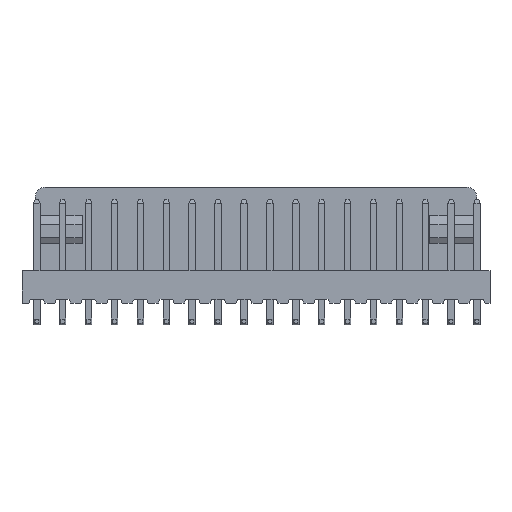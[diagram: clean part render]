
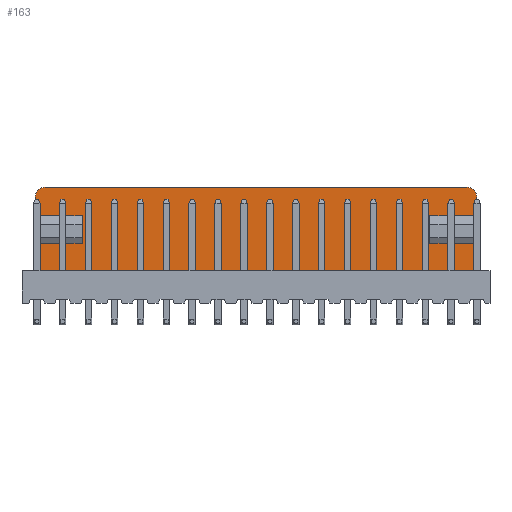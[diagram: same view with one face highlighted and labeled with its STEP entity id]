
A CAD part, top view. The second image highlights one B-rep face of the part: STEP entity #163.
In plain terms, the highlighted planar face has unit normal (0, 0, 1).
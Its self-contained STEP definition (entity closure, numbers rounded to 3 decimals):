
#163 = ADVANCED_FACE ( 'NONE', ( #5052 ), #5479, .T. ) ;
#996 = ORIENTED_EDGE ( 'NONE', *, *, #1468, .F. ) ;
#997 = ORIENTED_EDGE ( 'NONE', *, *, #1469, .T. ) ;
#998 = ORIENTED_EDGE ( 'NONE', *, *, #1470, .F. ) ;
#999 = ORIENTED_EDGE ( 'NONE', *, *, #2235, .T. ) ;
#1000 = ORIENTED_EDGE ( 'NONE', *, *, #1471, .F. ) ;
#1001 = ORIENTED_EDGE ( 'NONE', *, *, #2241, .F. ) ;
#1002 = ORIENTED_EDGE ( 'NONE', *, *, #1472, .F. ) ;
#1003 = ORIENTED_EDGE ( 'NONE', *, *, #1473, .T. ) ;
#1004 = ORIENTED_EDGE ( 'NONE', *, *, #1474, .F. ) ;
#1005 = ORIENTED_EDGE ( 'NONE', *, *, #2231, .F. ) ;
#1006 = ORIENTED_EDGE ( 'NONE', *, *, #1475, .T. ) ;
#1007 = ORIENTED_EDGE ( 'NONE', *, *, #1467, .T. ) ;
#1008 = ORIENTED_EDGE ( 'NONE', *, *, #1476, .F. ) ;
#1009 = ORIENTED_EDGE ( 'NONE', *, *, #1477, .T. ) ;
#1467 = EDGE_CURVE ( 'NONE', #4935, #4928, #7962, .T. ) ;
#1468 = EDGE_CURVE ( 'NONE', #4931, #4929, #7958, .T. ) ;
#1469 = EDGE_CURVE ( 'NONE', #4931, #4924, #7964, .T. ) ;
#1470 = EDGE_CURVE ( 'NONE', #4943, #4924, #7968, .T. ) ;
#1471 = EDGE_CURVE ( 'NONE', #4952, #4946, #7966, .T. ) ;
#1472 = EDGE_CURVE ( 'NONE', #4936, #4948, #7969, .T. ) ;
#1473 = EDGE_CURVE ( 'NONE', #4936, #4922, #7973, .T. ) ;
#1474 = EDGE_CURVE ( 'NONE', #4932, #4922, #7975, .T. ) ;
#1475 = EDGE_CURVE ( 'NONE', #4934, #4935, #7977, .T. ) ;
#1476 = EDGE_CURVE ( 'NONE', #4925, #4928, #7979, .T. ) ;
#1477 = EDGE_CURVE ( 'NONE', #4925, #4929, #7981, .T. ) ;
#2231 = EDGE_CURVE ( 'NONE', #4934, #4932, #10936, .T. ) ;
#2235 = EDGE_CURVE ( 'NONE', #4943, #4946, #10944, .T. ) ;
#2241 = EDGE_CURVE ( 'NONE', #4948, #4952, #10956, .T. ) ;
#2383 = AXIS2_PLACEMENT_3D ( 'NONE', #5480, #5485, #5486 ) ;
#4922 = VERTEX_POINT ( 'NONE', #12887 ) ;
#4924 = VERTEX_POINT ( 'NONE', #12889 ) ;
#4925 = VERTEX_POINT ( 'NONE', #12890 ) ;
#4928 = VERTEX_POINT ( 'NONE', #12893 ) ;
#4929 = VERTEX_POINT ( 'NONE', #12894 ) ;
#4931 = VERTEX_POINT ( 'NONE', #12896 ) ;
#4932 = VERTEX_POINT ( 'NONE', #12897 ) ;
#4934 = VERTEX_POINT ( 'NONE', #12899 ) ;
#4935 = VERTEX_POINT ( 'NONE', #12900 ) ;
#4936 = VERTEX_POINT ( 'NONE', #12901 ) ;
#4943 = VERTEX_POINT ( 'NONE', #12908 ) ;
#4946 = VERTEX_POINT ( 'NONE', #12911 ) ;
#4948 = VERTEX_POINT ( 'NONE', #12913 ) ;
#4952 = VERTEX_POINT ( 'NONE', #12917 ) ;
#5052 = FACE_OUTER_BOUND ( 'NONE', #13216, .T. ) ;
#5479 = PLANE ( 'NONE',  #2383 ) ;
#5480 = CARTESIAN_POINT ( 'NONE',  ( -9.257, 53.751, -4.64 ) ) ;
#5485 = DIRECTION ( 'NONE',  ( 0., 0., 1. ) ) ;
#5486 = DIRECTION ( 'NONE',  ( 1., 0., 0. ) ) ;
#7958 = LINE ( 'NONE', #9285, #7967 ) ;
#7962 = LINE ( 'NONE', #9292, #7965 ) ;
#7964 = CIRCLE ( 'NONE', #9034, 1. ) ;
#7965 = VECTOR ( 'NONE', #9294, 1000. ) ;
#7966 = LINE ( 'NONE', #9298, #7972 ) ;
#7967 = VECTOR ( 'NONE', #9295, 1000. ) ;
#7968 = LINE ( 'NONE', #9296, #7970 ) ;
#7969 = LINE ( 'NONE', #9297, #7974 ) ;
#7970 = VECTOR ( 'NONE', #9293, 1000. ) ;
#7972 = VECTOR ( 'NONE', #9303, 1000. ) ;
#7973 = LINE ( 'NONE', #9306, #7976 ) ;
#7974 = VECTOR ( 'NONE', #9305, 1000. ) ;
#7975 = LINE ( 'NONE', #9308, #7978 ) ;
#7976 = VECTOR ( 'NONE', #9307, 1000. ) ;
#7977 = LINE ( 'NONE', #9310, #7980 ) ;
#7978 = VECTOR ( 'NONE', #9309, 1000. ) ;
#7979 = LINE ( 'NONE', #9312, #7982 ) ;
#7980 = VECTOR ( 'NONE', #9311, 1000. ) ;
#7981 = CIRCLE ( 'NONE', #9035, 1. ) ;
#7982 = VECTOR ( 'NONE', #9313, 1000. ) ;
#9034 = AXIS2_PLACEMENT_3D ( 'NONE', #9299, #9300, #9301 ) ;
#9035 = AXIS2_PLACEMENT_3D ( 'NONE', #9315, #9316, #9317 ) ;
#9285 = CARTESIAN_POINT ( 'NONE',  ( -9.257, 53.751, -4.64 ) ) ;
#9292 = CARTESIAN_POINT ( 'NONE',  ( -9.257, 50.926, -4.64 ) ) ;
#9293 = DIRECTION ( 'NONE',  ( 0., 1., 0. ) ) ;
#9294 = DIRECTION ( 'NONE',  ( 1., 0., 0. ) ) ;
#9295 = DIRECTION ( 'NONE',  ( 1., 0., 0. ) ) ;
#9296 = CARTESIAN_POINT ( 'NONE',  ( -7.957, 53.751, -4.64 ) ) ;
#9297 = CARTESIAN_POINT ( 'NONE',  ( -7.957, 48.254, -4.64 ) ) ;
#9298 = CARTESIAN_POINT ( 'NONE',  ( -3.357, 11.442, -4.64 ) ) ;
#9299 = CARTESIAN_POINT ( 'NONE',  ( -6.957, 52.751, -4.64 ) ) ;
#9300 = DIRECTION ( 'NONE',  ( 0., 0., 1. ) ) ;
#9301 = DIRECTION ( 'NONE',  ( 1., 0., 0. ) ) ;
#9303 = DIRECTION ( 'NONE',  ( 0., 1., 0. ) ) ;
#9305 = DIRECTION ( 'NONE',  ( 0., 1., 0. ) ) ;
#9306 = CARTESIAN_POINT ( 'NONE',  ( -9.257, 45.547, -4.64 ) ) ;
#9307 = DIRECTION ( 'NONE',  ( 1., 0., 0. ) ) ;
#9308 = CARTESIAN_POINT ( 'NONE',  ( 35.343, 48.254, -4.64 ) ) ;
#9309 = DIRECTION ( 'NONE',  ( 0., -1., 0. ) ) ;
#9310 = CARTESIAN_POINT ( 'NONE',  ( 30.743, 11.442, -4.64 ) ) ;
#9311 = DIRECTION ( 'NONE',  ( 0., 1., 0. ) ) ;
#9312 = CARTESIAN_POINT ( 'NONE',  ( 35.343, 53.751, -4.64 ) ) ;
#9313 = DIRECTION ( 'NONE',  ( 0., -1., 0. ) ) ;
#9315 = CARTESIAN_POINT ( 'NONE',  ( 34.343, 52.751, -4.64 ) ) ;
#9316 = DIRECTION ( 'NONE',  ( 0., 0., 1. ) ) ;
#9317 = DIRECTION ( 'NONE',  ( 1., 0., 0. ) ) ;
#10936 = LINE ( 'NONE', #12019, #10939 ) ;
#10939 = VECTOR ( 'NONE', #12021, 1000. ) ;
#10944 = LINE ( 'NONE', #12027, #10947 ) ;
#10947 = VECTOR ( 'NONE', #12028, 1000. ) ;
#10956 = LINE ( 'NONE', #12039, #10959 ) ;
#10959 = VECTOR ( 'NONE', #12041, 1000. ) ;
#12019 = CARTESIAN_POINT ( 'NONE',  ( -9.257, 48.254, -4.64 ) ) ;
#12021 = DIRECTION ( 'NONE',  ( 1., 0., 0. ) ) ;
#12027 = CARTESIAN_POINT ( 'NONE',  ( -9.257, 50.926, -4.64 ) ) ;
#12028 = DIRECTION ( 'NONE',  ( 1., 0., 0. ) ) ;
#12039 = CARTESIAN_POINT ( 'NONE',  ( -9.257, 48.254, -4.64 ) ) ;
#12041 = DIRECTION ( 'NONE',  ( 1., 0., 0. ) ) ;
#12887 = CARTESIAN_POINT ( 'NONE',  ( 35.343, 45.547, -4.64 ) ) ;
#12889 = CARTESIAN_POINT ( 'NONE',  ( -7.957, 52.751, -4.64 ) ) ;
#12890 = CARTESIAN_POINT ( 'NONE',  ( 35.343, 52.751, -4.64 ) ) ;
#12893 = CARTESIAN_POINT ( 'NONE',  ( 35.343, 50.926, -4.64 ) ) ;
#12894 = CARTESIAN_POINT ( 'NONE',  ( 34.343, 53.751, -4.64 ) ) ;
#12896 = CARTESIAN_POINT ( 'NONE',  ( -6.957, 53.751, -4.64 ) ) ;
#12897 = CARTESIAN_POINT ( 'NONE',  ( 35.343, 48.254, -4.64 ) ) ;
#12899 = CARTESIAN_POINT ( 'NONE',  ( 30.743, 48.254, -4.64 ) ) ;
#12900 = CARTESIAN_POINT ( 'NONE',  ( 30.743, 50.926, -4.64 ) ) ;
#12901 = CARTESIAN_POINT ( 'NONE',  ( -7.957, 45.547, -4.64 ) ) ;
#12908 = CARTESIAN_POINT ( 'NONE',  ( -7.957, 50.926, -4.64 ) ) ;
#12911 = CARTESIAN_POINT ( 'NONE',  ( -3.357, 50.926, -4.64 ) ) ;
#12913 = CARTESIAN_POINT ( 'NONE',  ( -7.957, 48.254, -4.64 ) ) ;
#12917 = CARTESIAN_POINT ( 'NONE',  ( -3.357, 48.254, -4.64 ) ) ;
#13216 = EDGE_LOOP ( 'NONE', ( #996, #997, #998, #999, #1000, #1001, #1002, #1003, #1004, #1005, #1006, #1007, #1008, #1009 ) ) ;
